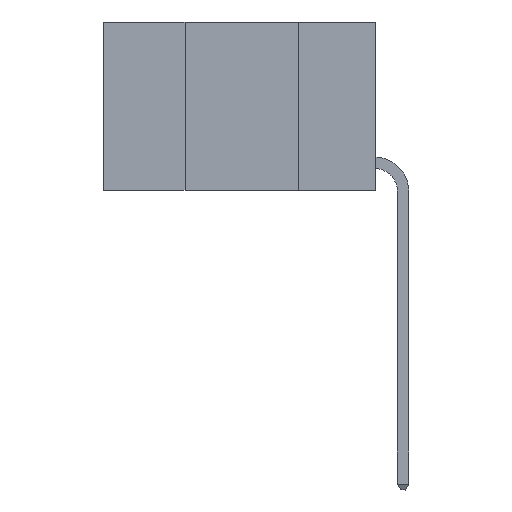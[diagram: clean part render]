
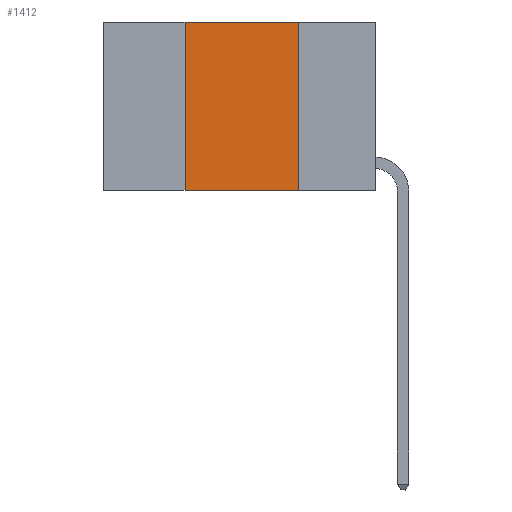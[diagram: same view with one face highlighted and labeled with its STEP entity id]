
A CAD part, left-side view. The second image highlights one B-rep face of the part: STEP entity #1412.
In plain terms, the highlighted planar face has unit normal (-1, 0, 0).
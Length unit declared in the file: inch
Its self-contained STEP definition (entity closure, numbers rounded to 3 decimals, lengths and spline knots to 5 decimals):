
#173 = LINE ( 'NONE', #10811, #9314 ) ;
#342 = DIRECTION ( 'NONE',  ( 1., 0., 0. ) ) ;
#647 = CARTESIAN_POINT ( 'NONE',  ( 0., 0.6, 0. ) ) ;
#748 = AXIS2_PLACEMENT_3D ( 'NONE', #647, #342, #995 ) ;
#828 = VERTEX_POINT ( 'NONE', #3745 ) ;
#995 = DIRECTION ( 'NONE',  ( 0., 0., -1. ) ) ;
#1412 = ADVANCED_FACE ( 'NONE', ( #1473 ), #5348, .F. ) ;
#1473 = FACE_OUTER_BOUND ( 'NONE', #3953, .T. ) ;
#2403 = CARTESIAN_POINT ( 'NONE',  ( 0., 0.42, 0. ) ) ;
#2707 = CARTESIAN_POINT ( 'NONE',  ( 0., 0.6, 0. ) ) ;
#2747 = DIRECTION ( 'NONE',  ( 0., -1., 0. ) ) ;
#3218 = LINE ( 'NONE', #2403, #9666 ) ;
#3298 = ORIENTED_EDGE ( 'NONE', *, *, #3915, .T. ) ;
#3328 = DIRECTION ( 'NONE',  ( 0., 0., 1. ) ) ;
#3593 = ORIENTED_EDGE ( 'NONE', *, *, #5966, .F. ) ;
#3745 = CARTESIAN_POINT ( 'NONE',  ( 0., 0.42, 0. ) ) ;
#3871 = LINE ( 'NONE', #4042, #5995 ) ;
#3915 = EDGE_CURVE ( 'NONE', #4440, #7323, #3871, .T. ) ;
#3953 = EDGE_LOOP ( 'NONE', ( #8328, #8066, #3593, #3298 ) ) ;
#4042 = CARTESIAN_POINT ( 'NONE',  ( 0., 0.6, -0.37 ) ) ;
#4440 = VERTEX_POINT ( 'NONE', #7996 ) ;
#5348 = PLANE ( 'NONE',  #748 ) ;
#5813 = EDGE_CURVE ( 'NONE', #6403, #7323, #173, .T. ) ;
#5966 = EDGE_CURVE ( 'NONE', #4440, #828, #3218, .T. ) ;
#5995 = VECTOR ( 'NONE', #10866, 39.37008 ) ;
#6403 = VERTEX_POINT ( 'NONE', #7535 ) ;
#6932 = CARTESIAN_POINT ( 'NONE',  ( 0., 0.17, -0.37 ) ) ;
#7323 = VERTEX_POINT ( 'NONE', #6932 ) ;
#7475 = VECTOR ( 'NONE', #2747, 39.37008 ) ;
#7535 = CARTESIAN_POINT ( 'NONE',  ( 0., 0.17, 0. ) ) ;
#7552 = DIRECTION ( 'NONE',  ( 0., 0., -1. ) ) ;
#7996 = CARTESIAN_POINT ( 'NONE',  ( 0., 0.42, -0.37 ) ) ;
#8066 = ORIENTED_EDGE ( 'NONE', *, *, #11180, .F. ) ;
#8328 = ORIENTED_EDGE ( 'NONE', *, *, #5813, .F. ) ;
#9314 = VECTOR ( 'NONE', #7552, 39.37008 ) ;
#9666 = VECTOR ( 'NONE', #3328, 39.37008 ) ;
#9699 = LINE ( 'NONE', #2707, #7475 ) ;
#10811 = CARTESIAN_POINT ( 'NONE',  ( 0., 0.17, 0. ) ) ;
#10866 = DIRECTION ( 'NONE',  ( 0., -1., 0. ) ) ;
#11180 = EDGE_CURVE ( 'NONE', #828, #6403, #9699, .T. ) ;
